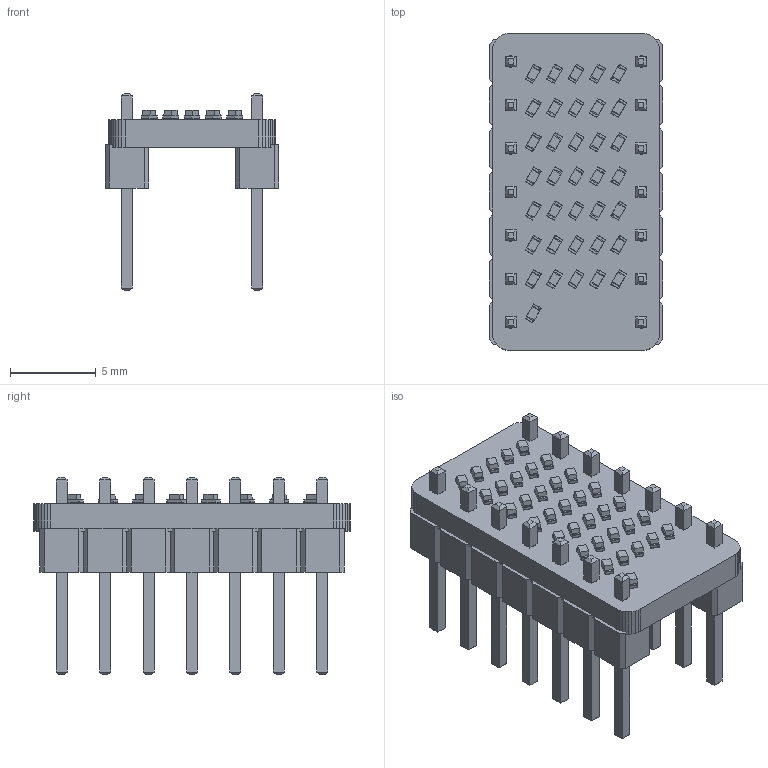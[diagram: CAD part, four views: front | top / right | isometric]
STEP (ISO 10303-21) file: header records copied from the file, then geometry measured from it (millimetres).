
FILE_DESCRIPTION(('KiCad electronic assembly'),'2;1');
FILE_NAME('DIY305.step','2024-03-28T18:55:30',('Pcbnew'),('Kicad'), 'Open CASCADE STEP processor 7.7','KiCad to STEP converter','Unknown' );
FILE_SCHEMA(('AUTOMOTIVE_DESIGN { 1 0 10303 214 1 1 1 1 }'));
Length unit declared in the file: millimetre
Products named in the file (6): DIY305 1; LED_0402_1005Metric; PinHeader_1x07_P2.54mm_Vertical; PinHeader_1x07_P254mm_Vertical; DIY305 PCB
Assembly tree (41 placements, depth 3):
  DIY305 1
    LED_0402_1005Metric  x36
      LED_0402_1005Metric
    PinHeader_1x07_P2.54mm_Vertical  x2
      PinHeader_1x07_P254mm_Vertical
    DIY305 PCB
Bounding box: 10.16 x 18.5 x 11.54 mm (x, y, z)
Volume: 563.4 mm3; surface area: 1275.7 mm2
Topology: 39 solids, 39 shells, 2196 faces, 5762 edges, 3708 vertices
Faces by surface type: plane 1894, cylinder 302
Full cylindrical faces by diameter (mm): 0.67 x14
Entity records: 19195 total; most frequent: CARTESIAN_POINT 3059, DIRECTION 2725, LINE 1997, VECTOR 1997, ORIENTED_EDGE 1390, PCURVE 1390, DEFINITIONAL_REPRESENTATION 1390, EDGE_CURVE 695
